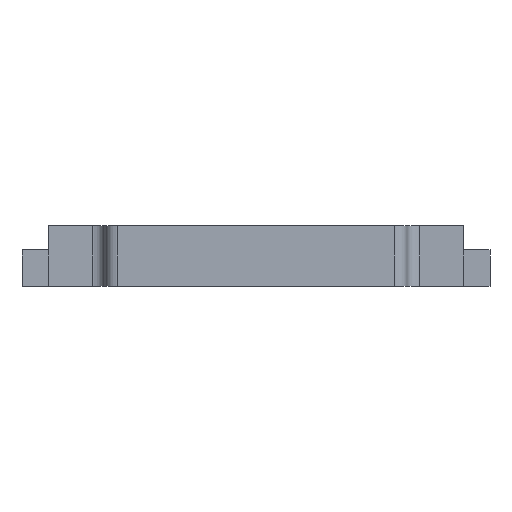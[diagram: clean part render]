
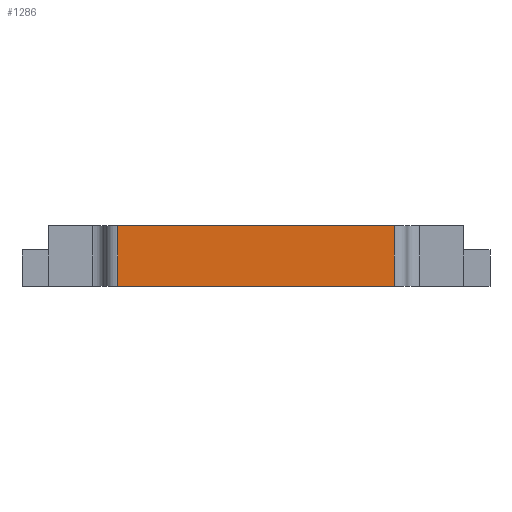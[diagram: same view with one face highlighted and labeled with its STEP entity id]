
A CAD part, left-side view. The second image highlights one B-rep face of the part: STEP entity #1286.
In plain terms, the highlighted planar face has unit normal (-1, 0, 0).
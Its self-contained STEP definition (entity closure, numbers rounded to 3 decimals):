
#302=ORIENTED_EDGE('',*,*,#592,.T.);
#303=ORIENTED_EDGE('',*,*,#623,.F.);
#304=ORIENTED_EDGE('',*,*,#533,.F.);
#305=ORIENTED_EDGE('',*,*,#622,.T.);
#533=EDGE_CURVE('',#721,#722,#844,.T.);
#592=EDGE_CURVE('',#768,#767,#876,.T.);
#622=EDGE_CURVE('',#721,#768,#898,.T.);
#623=EDGE_CURVE('',#722,#767,#899,.T.);
#721=VERTEX_POINT('',#1955);
#722=VERTEX_POINT('',#1957);
#767=VERTEX_POINT('',#2061);
#768=VERTEX_POINT('',#2063);
#844=LINE('',#1956,#992);
#876=LINE('',#2062,#1024);
#898=LINE('',#2120,#1046);
#899=LINE('',#2122,#1047);
#992=VECTOR('',#1545,1000.);
#1024=VECTOR('',#1633,1000.);
#1046=VECTOR('',#1699,1000.);
#1047=VECTOR('',#1702,1000.);
#1110=EDGE_LOOP('',(#302,#303,#304,#305));
#1176=FACE_BOUND('',#1110,.T.);
#1236=PLANE('',#1411);
#1286=ADVANCED_FACE('',(#1176),#1236,.F.);
#1411=AXIS2_PLACEMENT_3D('',#2121,#1700,#1701);
#1545=DIRECTION('',(0.,-1.,0.));
#1633=DIRECTION('',(0.,-1.,0.));
#1699=DIRECTION('',(0.,0.,-1.));
#1700=DIRECTION('',(1.,0.,0.));
#1701=DIRECTION('',(0.,0.,-1.));
#1702=DIRECTION('',(0.,0.,-1.));
#1955=CARTESIAN_POINT('',(-35.,18.3,8.));
#1956=CARTESIAN_POINT('',(-35.,18.3,8.));
#1957=CARTESIAN_POINT('',(-35.,-18.3,8.));
#2061=CARTESIAN_POINT('',(-35.,-18.3,0.));
#2062=CARTESIAN_POINT('',(-35.,18.3,0.));
#2063=CARTESIAN_POINT('',(-35.,18.3,0.));
#2120=CARTESIAN_POINT('',(-35.,18.3,8.));
#2121=CARTESIAN_POINT('',(-35.,18.3,8.));
#2122=CARTESIAN_POINT('',(-35.,-18.3,8.));
